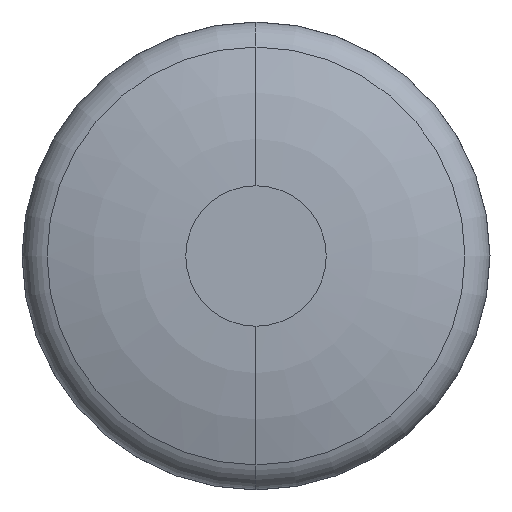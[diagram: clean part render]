
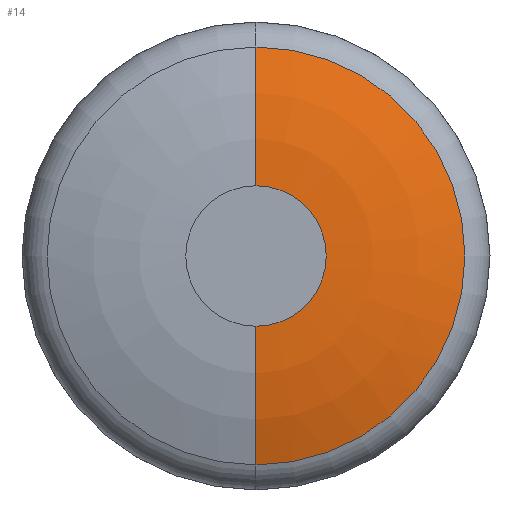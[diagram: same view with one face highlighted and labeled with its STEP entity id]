
A CAD part, front view. The second image highlights one B-rep face of the part: STEP entity #14.
In plain terms, the highlighted toroidal (fillet/blend) face has major radius 0.953 mm and minor radius 5.715 mm.
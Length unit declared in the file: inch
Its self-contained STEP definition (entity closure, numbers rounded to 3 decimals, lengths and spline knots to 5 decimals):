
#14 = ADVANCED_FACE ( 'NONE', ( #496 ), #375, .T. ) ;
#33 = CIRCLE ( 'NONE', #367, 0.225 ) ;
#42 = EDGE_LOOP ( 'NONE', ( #294, #274, #207, #351 ) ) ;
#53 = EDGE_CURVE ( 'NONE', #534, #75, #125, .T. ) ;
#75 = VERTEX_POINT ( 'NONE', #216 ) ;
#79 = CARTESIAN_POINT ( 'NONE',  ( 0., 0.225, 0. ) ) ;
#81 = CIRCLE ( 'NONE', #560, 0.11159 ) ;
#117 = EDGE_CURVE ( 'NONE', #183, #430, #33, .T. ) ;
#125 = CIRCLE ( 'NONE', #276, 0.225 ) ;
#130 = DIRECTION ( 'NONE',  ( 0., 0., -1. ) ) ;
#142 = DIRECTION ( 'NONE',  ( 0., 0., 1. ) ) ;
#180 = CARTESIAN_POINT ( 'NONE',  ( 0., 0., 0. ) ) ;
#183 = VERTEX_POINT ( 'NONE', #413 ) ;
#207 = ORIENTED_EDGE ( 'NONE', *, *, #491, .F. ) ;
#216 = CARTESIAN_POINT ( 'NONE',  ( 0., 0., 0.0375 ) ) ;
#232 = CARTESIAN_POINT ( 'NONE',  ( 0., 0.225, -0.0375 ) ) ;
#263 = CARTESIAN_POINT ( 'NONE',  ( 0., 0.01255, 0.11159 ) ) ;
#274 = ORIENTED_EDGE ( 'NONE', *, *, #53, .T. ) ;
#276 = AXIS2_PLACEMENT_3D ( 'NONE', #382, #562, #130 ) ;
#279 = DIRECTION ( 'NONE',  ( 0., 0., -1. ) ) ;
#289 = DIRECTION ( 'NONE',  ( 0., -1., 0. ) ) ;
#294 = ORIENTED_EDGE ( 'NONE', *, *, #340, .T. ) ;
#340 = EDGE_CURVE ( 'NONE', #183, #534, #81, .T. ) ;
#342 = CARTESIAN_POINT ( 'NONE',  ( 0., 0., -0.0375 ) ) ;
#351 = ORIENTED_EDGE ( 'NONE', *, *, #117, .F. ) ;
#360 = DIRECTION ( 'NONE',  ( 0., -1., 0. ) ) ;
#367 = AXIS2_PLACEMENT_3D ( 'NONE', #232, #488, #142 ) ;
#375 = TOROIDAL_SURFACE ( 'NONE', #437, 0.0375, 0.225 ) ;
#382 = CARTESIAN_POINT ( 'NONE',  ( 0., 0.225, 0.0375 ) ) ;
#413 = CARTESIAN_POINT ( 'NONE',  ( 0., 0.01255, -0.11159 ) ) ;
#416 = CARTESIAN_POINT ( 'NONE',  ( 0., 0.01255, 0. ) ) ;
#425 = DIRECTION ( 'NONE',  ( 0., 0., -1. ) ) ;
#430 = VERTEX_POINT ( 'NONE', #342 ) ;
#437 = AXIS2_PLACEMENT_3D ( 'NONE', #79, #525, #425 ) ;
#454 = DIRECTION ( 'NONE',  ( 0., 0., -1. ) ) ;
#457 = CIRCLE ( 'NONE', #541, 0.0375 ) ;
#488 = DIRECTION ( 'NONE',  ( -1., 0., 0. ) ) ;
#491 = EDGE_CURVE ( 'NONE', #430, #75, #457, .T. ) ;
#496 = FACE_OUTER_BOUND ( 'NONE', #42, .T. ) ;
#525 = DIRECTION ( 'NONE',  ( 0., -1., 0. ) ) ;
#534 = VERTEX_POINT ( 'NONE', #263 ) ;
#541 = AXIS2_PLACEMENT_3D ( 'NONE', #180, #360, #279 ) ;
#560 = AXIS2_PLACEMENT_3D ( 'NONE', #416, #289, #454 ) ;
#562 = DIRECTION ( 'NONE',  ( 1., 0., 0. ) ) ;
